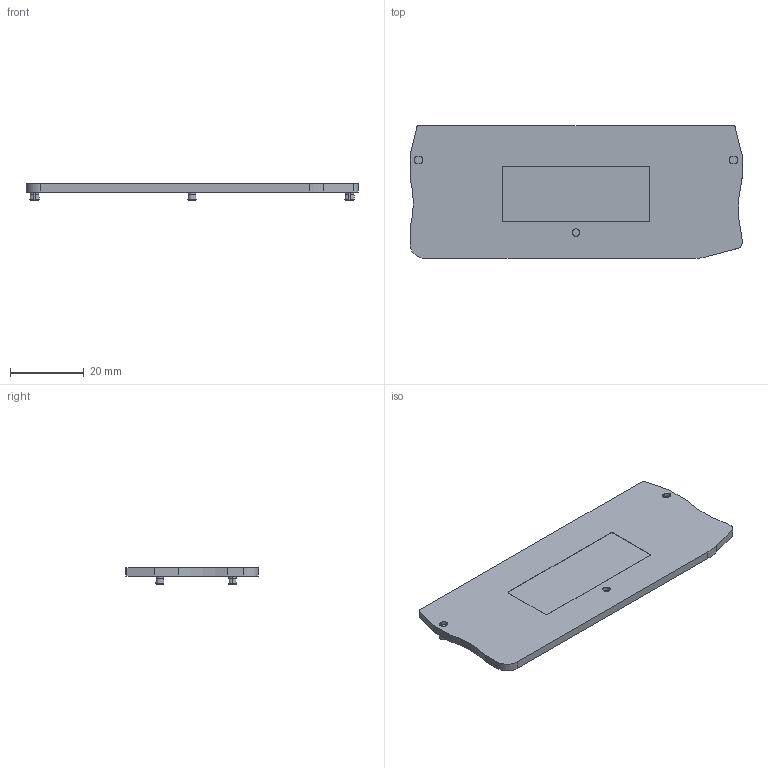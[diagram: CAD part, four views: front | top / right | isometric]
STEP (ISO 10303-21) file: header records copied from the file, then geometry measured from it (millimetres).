
FILE_DESCRIPTION((''),'2;1');
FILE_NAME('8YB750296','2024-07-09T',('Administrator'),(''),'PRO/ENGINEER BY PARAMETRIC TECHNOLOGY CORPORATION, 2013230','PRO/ENGINEER BY PARAMETRIC TECHNOLOGY CORPORATION, 2013230','');
FILE_SCHEMA(('CONFIG_CONTROL_DESIGN'));
Length unit declared in the file: millimetre
Products named in the file (1): 8YB750296
Bounding box: 90 x 36 x 4.4 mm (x, y, z)
Volume: 6959.4 mm3; surface area: 6999.4 mm2
Topology: 1 solids, 1 shells, 90 faces, 208 edges, 130 vertices
Faces by surface type: plane 37, cylinder 29, cone 12, torus 6, bspline 6
Entity records: 2749 total; most frequent: CARTESIAN_POINT 590, DIRECTION 472, ORIENTED_EDGE 416, EDGE_CURVE 208, AXIS2_PLACEMENT_3D 180, VERTEX_POINT 130, VECTOR 112, LINE 112
